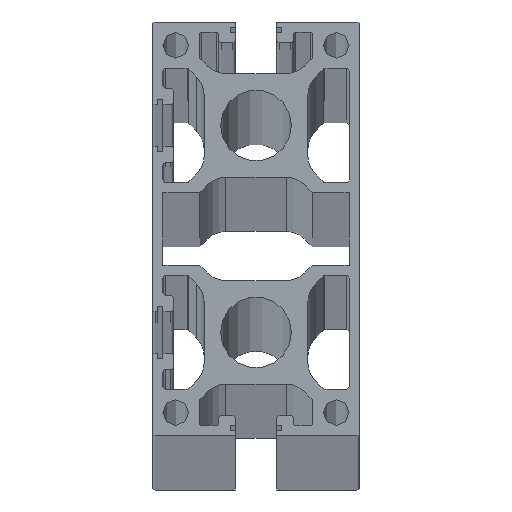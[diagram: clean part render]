
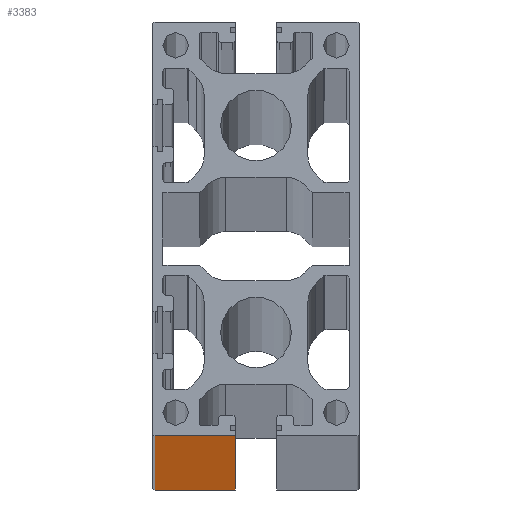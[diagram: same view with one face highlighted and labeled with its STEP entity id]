
A CAD part, top view. The second image highlights one B-rep face of the part: STEP entity #3383.
In plain terms, the highlighted planar face has unit normal (0, -1, 0).
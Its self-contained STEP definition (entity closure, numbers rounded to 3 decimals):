
#121 = EDGE_CURVE ( 'NONE', #1392, #387, #6669, .T. ) ;
#122 = EDGE_CURVE ( 'NONE', #5562, #400, #6671, .T. ) ;
#277 = EDGE_CURVE ( 'NONE', #5562, #1392, #6861, .T. ) ;
#387 = VERTEX_POINT ( 'NONE', #1577 ) ;
#400 = VERTEX_POINT ( 'NONE', #1631 ) ;
#1392 = VERTEX_POINT ( 'NONE', #3642 ) ;
#1577 = CARTESIAN_POINT ( 'NONE',  ( -4., -60., 0. ) ) ;
#1631 = CARTESIAN_POINT ( 'NONE',  ( -19.5, -60., 0. ) ) ;
#1849 = FACE_OUTER_BOUND ( 'NONE', #6171, .T. ) ;
#2700 = ORIENTED_EDGE ( 'NONE', *, *, #4830, .T. ) ;
#2701 = ORIENTED_EDGE ( 'NONE', *, *, #121, .F. ) ;
#2702 = ORIENTED_EDGE ( 'NONE', *, *, #277, .F. ) ;
#2703 = ORIENTED_EDGE ( 'NONE', *, *, #122, .T. ) ;
#3149 = LINE ( 'NONE', #4635, #3150 ) ;
#3150 = VECTOR ( 'NONE', #4636, 1000. ) ;
#3383 = ADVANCED_FACE ( 'NONE', ( #1849 ), #5667, .F. ) ;
#3642 = CARTESIAN_POINT ( 'NONE',  ( -4., -60., 6000. ) ) ;
#3787 = DIRECTION ( 'NONE',  ( 0., 0., -1. ) ) ;
#3790 = CARTESIAN_POINT ( 'NONE',  ( -19.5, -60., 6000. ) ) ;
#3929 = CARTESIAN_POINT ( 'NONE',  ( -19.5, -60., 6000. ) ) ;
#4635 = CARTESIAN_POINT ( 'NONE',  ( -19.5, -60., 0. ) ) ;
#4636 = DIRECTION ( 'NONE',  ( 1., 0., 0. ) ) ;
#4830 = EDGE_CURVE ( 'NONE', #400, #387, #3149, .T. ) ;
#5562 = VERTEX_POINT ( 'NONE', #3929 ) ;
#5667 = PLANE ( 'NONE',  #6461 ) ;
#5828 = DIRECTION ( 'NONE',  ( 0., 0., 1. ) ) ;
#5829 = DIRECTION ( 'NONE',  ( 0., 1., 0. ) ) ;
#5830 = CARTESIAN_POINT ( 'NONE',  ( -19.5, -60., 6000. ) ) ;
#5949 = DIRECTION ( 'NONE',  ( 1., 0., 0. ) ) ;
#5953 = CARTESIAN_POINT ( 'NONE',  ( -19.5, -60., 6000. ) ) ;
#6171 = EDGE_LOOP ( 'NONE', ( #2700, #2701, #2702, #2703 ) ) ;
#6461 = AXIS2_PLACEMENT_3D ( 'NONE', #5830, #5829, #5828 ) ;
#6577 = DIRECTION ( 'NONE',  ( 0., 0., -1. ) ) ;
#6578 = CARTESIAN_POINT ( 'NONE',  ( -4., -60., 6000. ) ) ;
#6669 = LINE ( 'NONE', #6578, #6670 ) ;
#6670 = VECTOR ( 'NONE', #6577, 1000. ) ;
#6671 = LINE ( 'NONE', #3790, #6672 ) ;
#6672 = VECTOR ( 'NONE', #3787, 1000. ) ;
#6861 = LINE ( 'NONE', #5953, #6862 ) ;
#6862 = VECTOR ( 'NONE', #5949, 1000. ) ;
